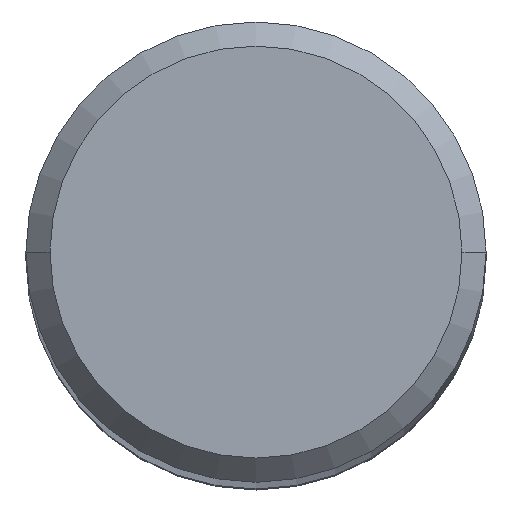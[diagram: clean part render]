
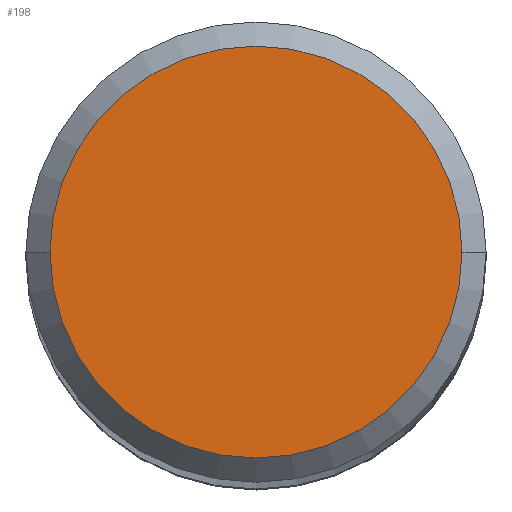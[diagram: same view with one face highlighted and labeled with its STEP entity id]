
A CAD part, top view. The second image highlights one B-rep face of the part: STEP entity #198.
In plain terms, the highlighted planar face has unit normal (0, 0, 1).
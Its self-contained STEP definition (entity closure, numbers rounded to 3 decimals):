
#143=FACE_OUTER_BOUND('',#267,.T.);
#198=ADVANCED_FACE('',(#143),#205,.F.);
#205=PLANE('',#1187);
#267=EDGE_LOOP('',(#508,#509));
#508=ORIENTED_EDGE('',*,*,#711,.T.);
#509=ORIENTED_EDGE('',*,*,#714,.T.);
#590=VERTEX_POINT('',#1941);
#591=VERTEX_POINT('',#1942);
#711=EDGE_CURVE('',#590,#591,#825,.T.);
#714=EDGE_CURVE('',#591,#590,#826,.T.);
#825=CIRCLE('',#1183,8.525);
#826=CIRCLE('',#1185,8.525);
#1183=AXIS2_PLACEMENT_3D('',#1940,#1546,#1547);
#1185=AXIS2_PLACEMENT_3D('',#1946,#1552,#1553);
#1187=AXIS2_PLACEMENT_3D('',#1948,#1556,#1557);
#1546=DIRECTION('',(0.,0.,1.));
#1547=DIRECTION('',(-1.,0.,0.));
#1552=DIRECTION('',(0.,0.,1.));
#1553=DIRECTION('',(1.,0.,0.));
#1556=DIRECTION('',(0.,0.,-1.));
#1557=DIRECTION('',(1.,0.,0.));
#1940=CARTESIAN_POINT('',(0.,0.,0.));
#1941=CARTESIAN_POINT('',(-8.525,0.,0.));
#1942=CARTESIAN_POINT('',(8.525,0.,0.));
#1946=CARTESIAN_POINT('',(0.,0.,0.));
#1948=CARTESIAN_POINT('',(0.,0.,0.));
